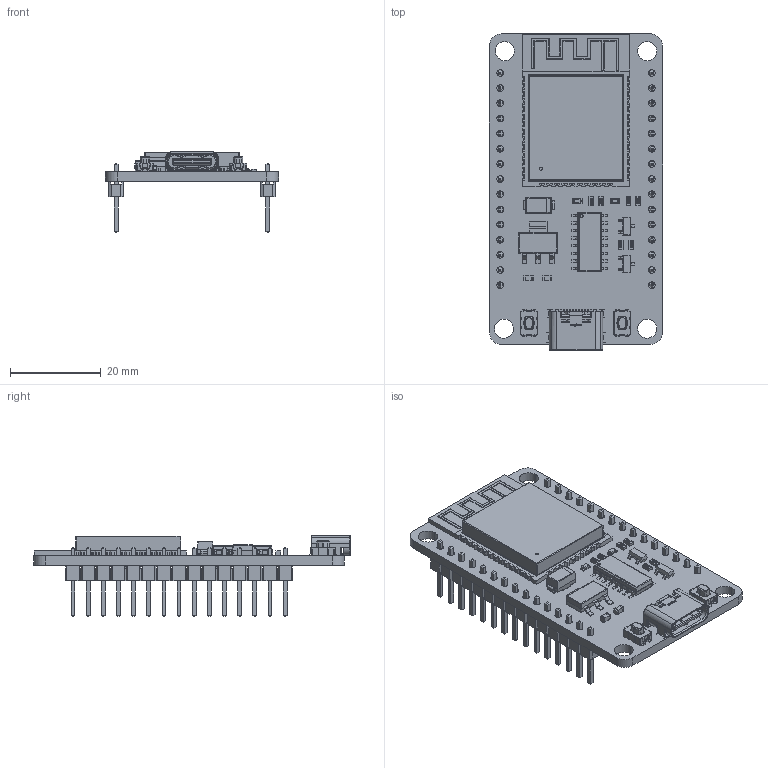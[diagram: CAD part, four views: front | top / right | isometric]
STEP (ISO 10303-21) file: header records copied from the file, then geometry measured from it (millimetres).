
FILE_DESCRIPTION(('FreeCAD Model'),'2;1');
FILE_NAME('Open CASCADE Shape Model','2025-05-02T06:29:52',('FreeCAD'),( 'FreeCAD'),'Open CASCADE STEP processor 7.6','FreeCAD','Unknown');
FILE_SCHEMA(('AUTOMOTIVE_DESIGN { 1 0 10303 214 1 1 1 1 }'));
Products named in the file (1): Open CASCADE STEP translator 7.6 1
Bounding box: 38.16 x 69.69 x 17.8 mm (x, y, z)
Surface area: 14516.1 mm2 (no closed solid volume)
Topology: 0 solids, 185 shells, 4829 faces, 12316 edges, 7872 vertices
Faces by surface type: bspline 4829
Entity records: 135330 total; most frequent: CARTESIAN_POINT 62051, ORIENTED_EDGE 24550, EDGE_CURVE 12276, B_SPLINE_CURVE_WITH_KNOTS 9835, VERTEX_POINT 7872, FACE_BOUND 5053, EDGE_LOOP 5053, ADVANCED_FACE 4829
